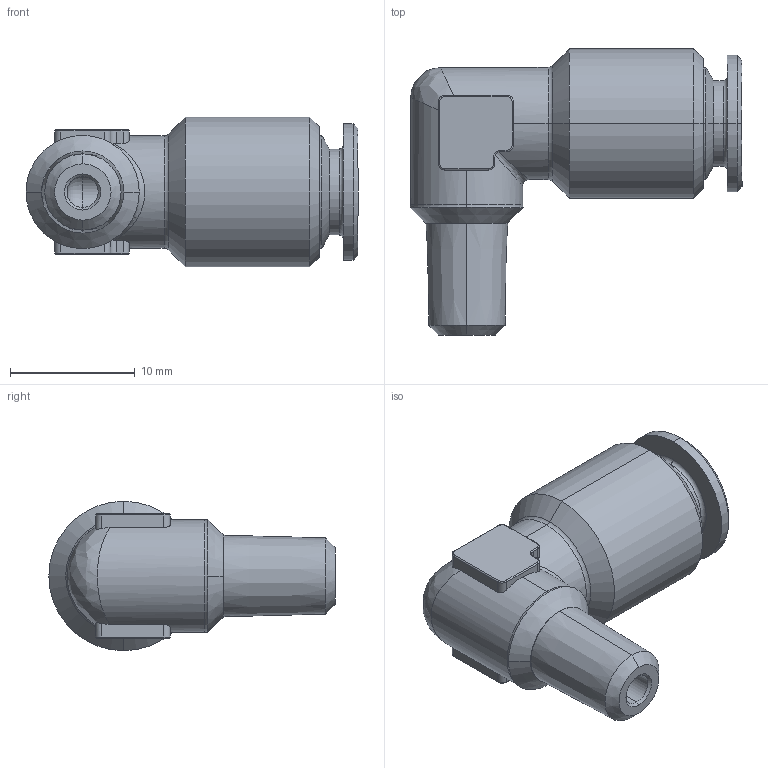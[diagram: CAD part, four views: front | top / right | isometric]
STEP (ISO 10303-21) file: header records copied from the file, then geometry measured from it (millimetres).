
FILE_DESCRIPTION (( 'STEP AP203' ), '1' );
FILE_NAME ('M0040130.STEP', '2010-08-04T12:02:15', ( '' ), ( 'sopra-pneumatic' ), 'SwSTEP 2.0', 'SolidWorks 2009', '' );
FILE_SCHEMA (( 'CONFIG_CONTROL_DESIGN' ));
Length unit declared in the file: millimetre
Products named in the file (1): M0040130
Bounding box: 26.67 x 23 x 12 mm (x, y, z)
Volume: 2141.1 mm3; surface area: 1892.9 mm2
Topology: 1 solids, 1 shells, 110 faces, 257 edges, 153 vertices
Faces by surface type: cylinder 42, cone 24, torus 21, plane 21, bspline 2
Entity records: 3885 total; most frequent: CARTESIAN_POINT 1256, DIRECTION 580, ORIENTED_EDGE 514, EDGE_CURVE 257, AXIS2_PLACEMENT_3D 241, VERTEX_POINT 153, CIRCLE 132, EDGE_LOOP 116
